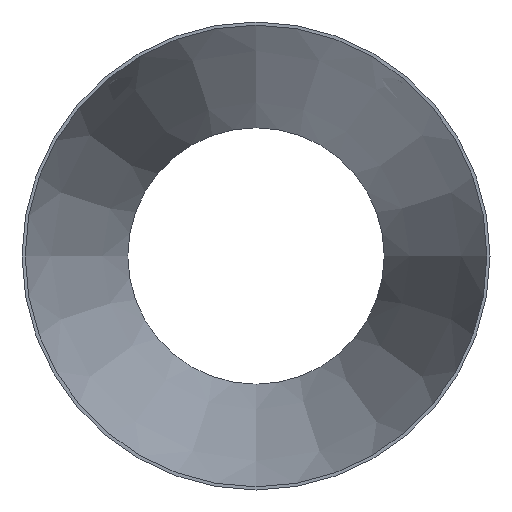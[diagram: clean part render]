
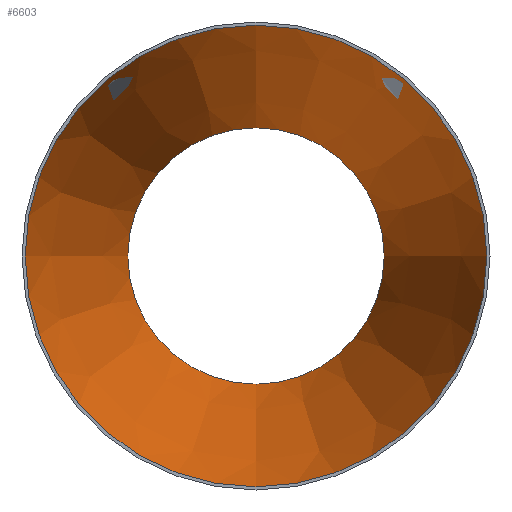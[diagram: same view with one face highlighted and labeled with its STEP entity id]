
A CAD part, front view. The second image highlights one B-rep face of the part: STEP entity #6603.
In plain terms, the highlighted conical face has half-angle 14.707 degrees and reference radius 224.898 mm.
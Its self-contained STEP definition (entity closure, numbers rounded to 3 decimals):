
#1725 = DIRECTION ( 'NONE',  ( 0., 0., -1. ) ) ;
#2631 = DIRECTION ( 'NONE',  ( 0., -1., 0. ) ) ;
#3347 = DIRECTION ( 'NONE',  ( 0., 0., -1. ) ) ;
#3533 = CIRCLE ( 'NONE', #39305, 124.898 ) ;
#5621 = DIRECTION ( 'NONE',  ( 0., -1., 0. ) ) ;
#6603 = ADVANCED_FACE ( 'NONE', ( #36501, #26688 ), #17736, .F. ) ;
#6921 = EDGE_CURVE ( 'NONE', #20299, #20299, #28621, .T. ) ;
#9994 = CARTESIAN_POINT ( 'NONE',  ( 0., 381., -124.898 ) ) ;
#12474 = CARTESIAN_POINT ( 'NONE',  ( 0., 0., 0. ) ) ;
#12651 = AXIS2_PLACEMENT_3D ( 'NONE', #44287, #2631, #14223 ) ;
#12956 = CARTESIAN_POINT ( 'NONE',  ( 0., 381., 0. ) ) ;
#14223 = DIRECTION ( 'NONE',  ( 0., 0., -1. ) ) ;
#15285 = EDGE_LOOP ( 'NONE', ( #29112 ) ) ;
#15533 = AXIS2_PLACEMENT_3D ( 'NONE', #12474, #5621, #1725 ) ;
#17736 = CONICAL_SURFACE ( 'NONE', #15533, 224.898, 0.257 ) ;
#18056 = EDGE_CURVE ( 'NONE', #34035, #34035, #3533, .T. ) ;
#20299 = VERTEX_POINT ( 'NONE', #44092 ) ;
#20300 = DIRECTION ( 'NONE',  ( 0., -1., 0. ) ) ;
#25104 = EDGE_LOOP ( 'NONE', ( #27249 ) ) ;
#26688 = FACE_OUTER_BOUND ( 'NONE', #25104, .T. ) ;
#27249 = ORIENTED_EDGE ( 'NONE', *, *, #6921, .T. ) ;
#28621 = CIRCLE ( 'NONE', #12651, 224.898 ) ;
#29112 = ORIENTED_EDGE ( 'NONE', *, *, #18056, .F. ) ;
#34035 = VERTEX_POINT ( 'NONE', #9994 ) ;
#36501 = FACE_BOUND ( 'NONE', #15285, .T. ) ;
#39305 = AXIS2_PLACEMENT_3D ( 'NONE', #12956, #20300, #3347 ) ;
#44092 = CARTESIAN_POINT ( 'NONE',  ( 0., 0., -224.898 ) ) ;
#44287 = CARTESIAN_POINT ( 'NONE',  ( 0., 0., 0. ) ) ;
